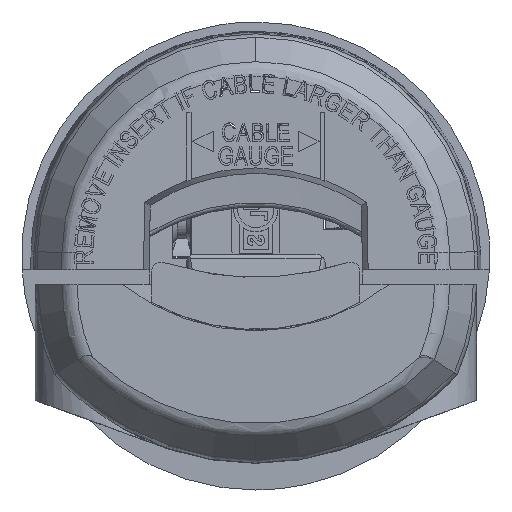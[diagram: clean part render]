
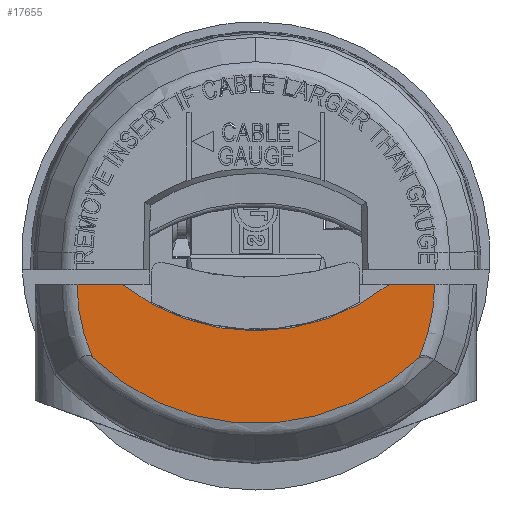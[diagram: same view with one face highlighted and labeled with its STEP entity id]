
A CAD part, top view. The second image highlights one B-rep face of the part: STEP entity #17655.
In plain terms, the highlighted planar face has unit normal (0, 0, 1).
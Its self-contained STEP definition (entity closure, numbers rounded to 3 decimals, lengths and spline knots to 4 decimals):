
#2533 = AXIS2_PLACEMENT_3D ( 'NONE', #123908, #37688, #71873 ) ;
#8028 = CARTESIAN_POINT ( 'NONE',  ( 0., -0.097, 2.596 ) ) ;
#8696 = CIRCLE ( 'NONE', #31338, 0.724 ) ;
#12478 = LINE ( 'NONE', #111457, #46282 ) ;
#13370 = EDGE_CURVE ( 'NONE', #40579, #140528, #126927, .T. ) ;
#13391 = DIRECTION ( 'NONE',  ( 0., 0., 1. ) ) ;
#14795 = CARTESIAN_POINT ( 'NONE',  ( 0., 0.47, 2.596 ) ) ;
#16894 = VERTEX_POINT ( 'NONE', #54917 ) ;
#17655 = ADVANCED_FACE ( 'NONE', ( #69790 ), #25644, .T. ) ;
#18180 = CARTESIAN_POINT ( 'NONE',  ( 0.4502, -0.097, 2.596 ) ) ;
#22858 = DIRECTION ( 'NONE',  ( 1., 0., 0. ) ) ;
#24474 = ORIENTED_EDGE ( 'NONE', *, *, #13370, .T. ) ;
#24684 = ORIENTED_EDGE ( 'NONE', *, *, #59041, .F. ) ;
#25255 = DIRECTION ( 'NONE',  ( 1., 0., 0. ) ) ;
#25644 = PLANE ( 'NONE',  #2533 ) ;
#25833 = ORIENTED_EDGE ( 'NONE', *, *, #109224, .F. ) ;
#31338 = AXIS2_PLACEMENT_3D ( 'NONE', #110999, #127991, #126591 ) ;
#36997 = CARTESIAN_POINT ( 'NONE',  ( -0.6035, -0.097, 2.596 ) ) ;
#37033 = CIRCLE ( 'NONE', #55243, 0.7903 ) ;
#37688 = DIRECTION ( 'NONE',  ( 0., 0., 1. ) ) ;
#38592 = VERTEX_POINT ( 'NONE', #110851 ) ;
#40579 = VERTEX_POINT ( 'NONE', #136223 ) ;
#41676 = VERTEX_POINT ( 'NONE', #125067 ) ;
#44210 = ORIENTED_EDGE ( 'NONE', *, *, #46042, .T. ) ;
#46042 = EDGE_CURVE ( 'NONE', #41676, #40579, #59851, .T. ) ;
#46282 = VECTOR ( 'NONE', #25255, 39.3701 ) ;
#47018 = DIRECTION ( 'NONE',  ( 0., 0., 1. ) ) ;
#51772 = CIRCLE ( 'NONE', #108713, 0.6035 ) ;
#53371 = DIRECTION ( 'NONE',  ( 1., 0., 0. ) ) ;
#54917 = CARTESIAN_POINT ( 'NONE',  ( -0.4502, -0.097, 2.596 ) ) ;
#55243 = AXIS2_PLACEMENT_3D ( 'NONE', #97483, #128871, #53371 ) ;
#59041 = EDGE_CURVE ( 'NONE', #16894, #117663, #105103, .T. ) ;
#59145 = ORIENTED_EDGE ( 'NONE', *, *, #60744, .T. ) ;
#59705 = AXIS2_PLACEMENT_3D ( 'NONE', #14795, #13391, #70318 ) ;
#59851 = CIRCLE ( 'NONE', #66693, 0.6035 ) ;
#60744 = EDGE_CURVE ( 'NONE', #38592, #41676, #37033, .T. ) ;
#66693 = AXIS2_PLACEMENT_3D ( 'NONE', #106766, #81837, #105342 ) ;
#69790 = FACE_OUTER_BOUND ( 'NONE', #85305, .T. ) ;
#70318 = DIRECTION ( 'NONE',  ( 0., -1., 0. ) ) ;
#71873 = DIRECTION ( 'NONE',  ( 1., 0., 0. ) ) ;
#73571 = EDGE_CURVE ( 'NONE', #117663, #140528, #8696, .T. ) ;
#76013 = ORIENTED_EDGE ( 'NONE', *, *, #73571, .F. ) ;
#77660 = CARTESIAN_POINT ( 'NONE',  ( 0., -0.097, 2.596 ) ) ;
#81837 = DIRECTION ( 'NONE',  ( 0., 0., 1. ) ) ;
#83984 = VECTOR ( 'NONE', #84862, 39.3701 ) ;
#84862 = DIRECTION ( 'NONE',  ( -1., 0., 0. ) ) ;
#85305 = EDGE_LOOP ( 'NONE', ( #127937, #59145, #44210, #24474, #76013, #24684, #25833 ) ) ;
#97483 = CARTESIAN_POINT ( 'NONE',  ( 0., 0.2232, 2.596 ) ) ;
#105103 = CIRCLE ( 'NONE', #59705, 0.724 ) ;
#105342 = DIRECTION ( 'NONE',  ( 1., 0., 0. ) ) ;
#106766 = CARTESIAN_POINT ( 'NONE',  ( 0., -0.097, 2.596 ) ) ;
#108713 = AXIS2_PLACEMENT_3D ( 'NONE', #77660, #47018, #22858 ) ;
#109224 = EDGE_CURVE ( 'NONE', #122405, #16894, #12478, .T. ) ;
#110851 = CARTESIAN_POINT ( 'NONE',  ( -0.5509, -0.3433, 2.596 ) ) ;
#110999 = CARTESIAN_POINT ( 'NONE',  ( 0., 0.47, 2.596 ) ) ;
#111457 = CARTESIAN_POINT ( 'NONE',  ( -0.5283, -0.097, 2.596 ) ) ;
#117663 = VERTEX_POINT ( 'NONE', #128773 ) ;
#122095 = EDGE_CURVE ( 'NONE', #122405, #38592, #51772, .T. ) ;
#122405 = VERTEX_POINT ( 'NONE', #36997 ) ;
#123908 = CARTESIAN_POINT ( 'NONE',  ( -0.6232, -0.8988, 2.596 ) ) ;
#125067 = CARTESIAN_POINT ( 'NONE',  ( 0.5509, -0.3433, 2.596 ) ) ;
#126591 = DIRECTION ( 'NONE',  ( 0., -1., 0. ) ) ;
#126927 = LINE ( 'NONE', #8028, #83984 ) ;
#127937 = ORIENTED_EDGE ( 'NONE', *, *, #122095, .T. ) ;
#127991 = DIRECTION ( 'NONE',  ( 0., 0., 1. ) ) ;
#128773 = CARTESIAN_POINT ( 'NONE',  ( 0., -0.254, 2.596 ) ) ;
#128871 = DIRECTION ( 'NONE',  ( 0., 0., 1. ) ) ;
#136223 = CARTESIAN_POINT ( 'NONE',  ( 0.6035, -0.097, 2.596 ) ) ;
#140528 = VERTEX_POINT ( 'NONE', #18180 ) ;
